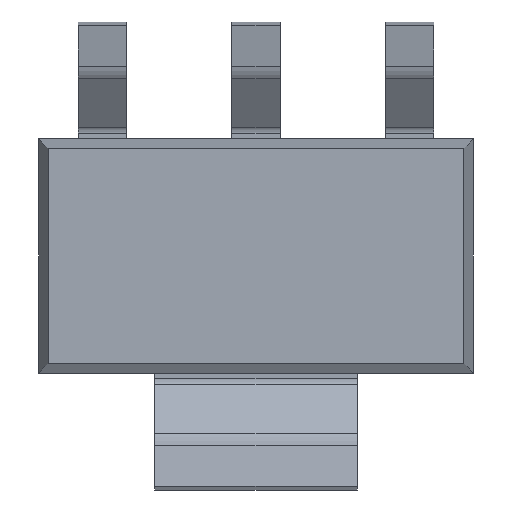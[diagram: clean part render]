
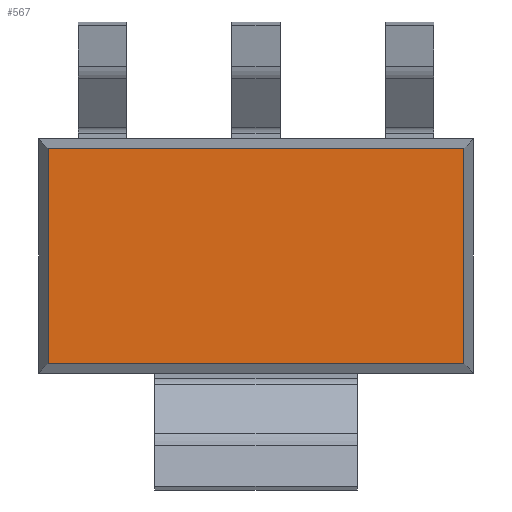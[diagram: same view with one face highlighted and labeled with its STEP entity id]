
A CAD part, front view. The second image highlights one B-rep face of the part: STEP entity #567.
In plain terms, the highlighted planar face has unit normal (0, -1, 0).
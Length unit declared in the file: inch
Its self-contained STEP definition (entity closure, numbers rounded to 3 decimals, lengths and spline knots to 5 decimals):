
#204 = EDGE_CURVE ( 'NONE', #2149, #2032, #1532, .T. ) ;
#301 = CARTESIAN_POINT ( 'NONE',  ( 0.12234, 0.004, 0.06334 ) ) ;
#429 = CARTESIAN_POINT ( 'NONE',  ( -0.12234, 0.004, -0.069 ) ) ;
#475 = DIRECTION ( 'NONE',  ( -1., 0., 0. ) ) ;
#511 = DIRECTION ( 'NONE',  ( 0., 1., 0. ) ) ;
#567 = ADVANCED_FACE ( 'NONE', ( #777 ), #1414, .F. ) ;
#587 = AXIS2_PLACEMENT_3D ( 'NONE', #1581, #511, #2116 ) ;
#597 = LINE ( 'NONE', #429, #1075 ) ;
#685 = LINE ( 'NONE', #2228, #1729 ) ;
#714 = LINE ( 'NONE', #1073, #2114 ) ;
#777 = FACE_OUTER_BOUND ( 'NONE', #2048, .T. ) ;
#814 = EDGE_CURVE ( 'NONE', #2336, #2032, #597, .T. ) ;
#909 = ORIENTED_EDGE ( 'NONE', *, *, #814, .F. ) ;
#965 = DIRECTION ( 'NONE',  ( 0., 0., 1. ) ) ;
#1073 = CARTESIAN_POINT ( 'NONE',  ( 0.128, 0.004, -0.06334 ) ) ;
#1075 = VECTOR ( 'NONE', #965, 39.37008 ) ;
#1217 = CARTESIAN_POINT ( 'NONE',  ( 0.128, 0.004, 0.06334 ) ) ;
#1254 = ORIENTED_EDGE ( 'NONE', *, *, #1682, .F. ) ;
#1379 = ORIENTED_EDGE ( 'NONE', *, *, #1598, .T. ) ;
#1402 = DIRECTION ( 'NONE',  ( -1., 0., 0. ) ) ;
#1414 = PLANE ( 'NONE',  #587 ) ;
#1446 = CARTESIAN_POINT ( 'NONE',  ( -0.12234, 0.004, 0.06334 ) ) ;
#1459 = VECTOR ( 'NONE', #1402, 39.37008 ) ;
#1532 = LINE ( 'NONE', #1217, #1459 ) ;
#1581 = CARTESIAN_POINT ( 'NONE',  ( 0.128, 0.004, 0.06334 ) ) ;
#1598 = EDGE_CURVE ( 'NONE', #2188, #2149, #685, .T. ) ;
#1682 = EDGE_CURVE ( 'NONE', #2188, #2336, #714, .T. ) ;
#1729 = VECTOR ( 'NONE', #2162, 39.37008 ) ;
#1811 = ORIENTED_EDGE ( 'NONE', *, *, #204, .T. ) ;
#2032 = VERTEX_POINT ( 'NONE', #1446 ) ;
#2048 = EDGE_LOOP ( 'NONE', ( #909, #1254, #1379, #1811 ) ) ;
#2114 = VECTOR ( 'NONE', #475, 39.37008 ) ;
#2116 = DIRECTION ( 'NONE',  ( 0., 0., 1. ) ) ;
#2149 = VERTEX_POINT ( 'NONE', #301 ) ;
#2162 = DIRECTION ( 'NONE',  ( 0., 0., 1. ) ) ;
#2179 = CARTESIAN_POINT ( 'NONE',  ( -0.12234, 0.004, -0.06334 ) ) ;
#2188 = VERTEX_POINT ( 'NONE', #2337 ) ;
#2228 = CARTESIAN_POINT ( 'NONE',  ( 0.12234, 0.004, -0.069 ) ) ;
#2336 = VERTEX_POINT ( 'NONE', #2179 ) ;
#2337 = CARTESIAN_POINT ( 'NONE',  ( 0.12234, 0.004, -0.06334 ) ) ;
